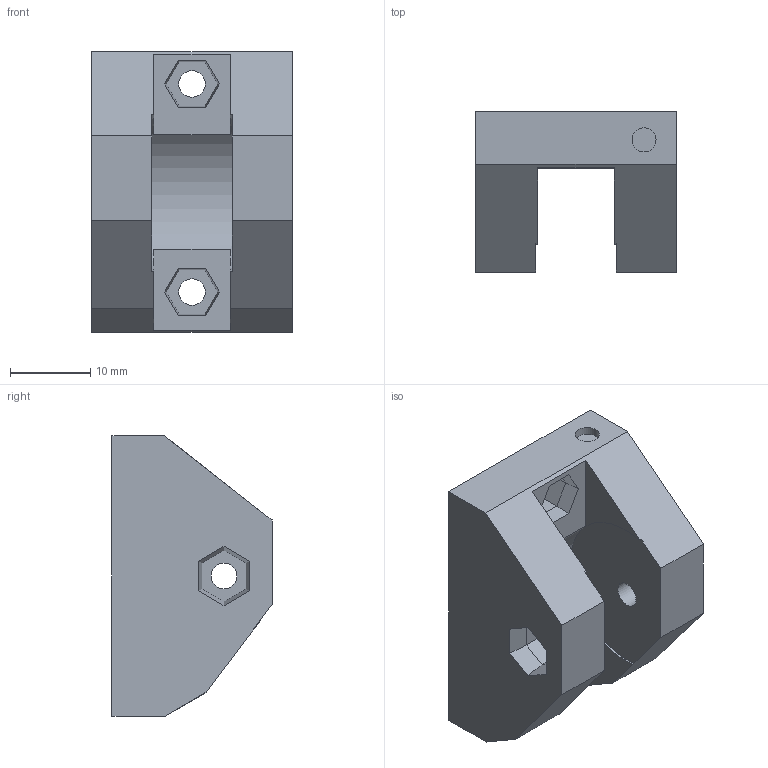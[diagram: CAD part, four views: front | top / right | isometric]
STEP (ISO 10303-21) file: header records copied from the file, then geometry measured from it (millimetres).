
FILE_DESCRIPTION(('FreeCAD Model'),'2;1');
FILE_NAME('y-belt-idler.step', '2017-12-05T20:57:02',(''),(''),'Open CASCADE STEP processor 6.8', 'FreeCAD','Unknown');
FILE_SCHEMA(('AUTOMOTIVE_DESIGN_CC2 { 1 2 10303 214 -1 1 5 4 }'));
Length unit declared in the file: millimetre
Products named in the file (12): ASSEMBLY; cube005; cube006; cube007; cube008; cube009; cube010; cube011; cube012; cube013; cube014; Cut017
Assembly tree (11 placements, depth 2):
  ASSEMBLY
    cube005
    cube006
    cube007
    cube008
    cube009
    cube010
    cube011
    cube012
    cube013
    cube014
    Cut017
Bounding box: 25 x 20 x 35 mm (x, y, z)
Volume: 10026.2 mm3; surface area: 5501.2 mm2
Topology: 11 solids, 11 shells, 131 faces, 292 edges, 188 vertices
Faces by surface type: plane 102, bspline 18, cylinder 9, cone 2
Full cylindrical faces by diameter (mm): 3 x1, 3.2 x2, 3.3 x2, 6.4 x1
Entity records: 12868 total; most frequent: CARTESIAN_POINT 6791, DIRECTION 991, LINE 676, VECTOR 676, ORIENTED_EDGE 584, PCURVE 584, DEFINITIONAL_REPRESENTATION 584, EDGE_CURVE 292
